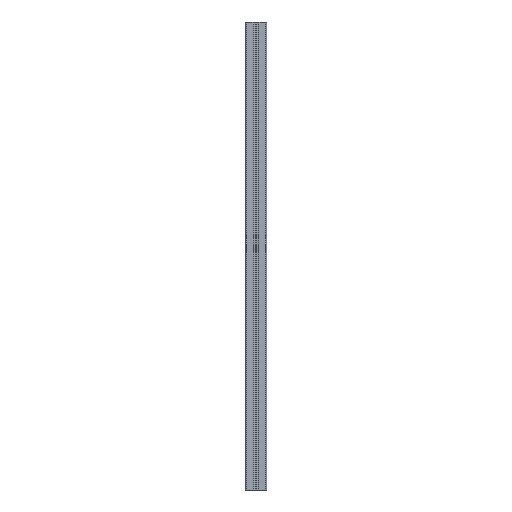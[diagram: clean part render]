
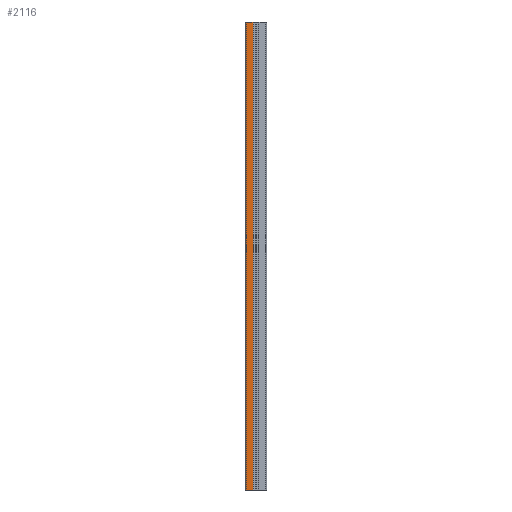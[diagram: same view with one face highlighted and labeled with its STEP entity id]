
A CAD part, left-side view. The second image highlights one B-rep face of the part: STEP entity #2116.
In plain terms, the highlighted planar face has unit normal (-1, 0, 0).
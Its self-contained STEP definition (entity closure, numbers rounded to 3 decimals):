
#36 = CARTESIAN_POINT ( 'NONE',  ( -22.5, 20.5, -1000. ) ) ;
#66 = ORIENTED_EDGE ( 'NONE', *, *, #3093, .F. ) ;
#76 = DIRECTION ( 'NONE',  ( -1., 0., 0. ) ) ;
#325 = LINE ( 'NONE', #1755, #3381 ) ;
#411 = CARTESIAN_POINT ( 'NONE',  ( -22.5, 6.325, -1000. ) ) ;
#923 = FACE_OUTER_BOUND ( 'NONE', #3721, .T. ) ;
#1431 = DIRECTION ( 'NONE',  ( 0., 0., -1. ) ) ;
#1585 = CARTESIAN_POINT ( 'NONE',  ( -22.5, 20.5, 0. ) ) ;
#1755 = CARTESIAN_POINT ( 'NONE',  ( -22.5, 22.5, -1000. ) ) ;
#1800 = LINE ( 'NONE', #2281, #4625 ) ;
#2038 = CARTESIAN_POINT ( 'NONE',  ( -22.5, 22.5, -1000. ) ) ;
#2116 = ADVANCED_FACE ( 'NONE', ( #923 ), #4090, .T. ) ;
#2144 = VERTEX_POINT ( 'NONE', #4504 ) ;
#2281 = CARTESIAN_POINT ( 'NONE',  ( -22.5, 6.325, -1000. ) ) ;
#2317 = EDGE_CURVE ( 'NONE', #2524, #4491, #4883, .T. ) ;
#2323 = LINE ( 'NONE', #36, #3936 ) ;
#2424 = AXIS2_PLACEMENT_3D ( 'NONE', #2038, #76, #2881 ) ;
#2524 = VERTEX_POINT ( 'NONE', #4786 ) ;
#2543 = EDGE_CURVE ( 'NONE', #4491, #2144, #2323, .T. ) ;
#2881 = DIRECTION ( 'NONE',  ( 0., 0., 1. ) ) ;
#2951 = VECTOR ( 'NONE', #4693, 1000. ) ;
#3051 = ORIENTED_EDGE ( 'NONE', *, *, #2543, .T. ) ;
#3093 = EDGE_CURVE ( 'NONE', #2524, #4158, #1800, .T. ) ;
#3246 = DIRECTION ( 'NONE',  ( 0., 0., -1. ) ) ;
#3309 = DIRECTION ( 'NONE',  ( 0., 1., 0. ) ) ;
#3381 = VECTOR ( 'NONE', #3309, 1000. ) ;
#3721 = EDGE_LOOP ( 'NONE', ( #3954, #3051, #4392, #66 ) ) ;
#3936 = VECTOR ( 'NONE', #3246, 1000. ) ;
#3954 = ORIENTED_EDGE ( 'NONE', *, *, #2317, .T. ) ;
#4090 = PLANE ( 'NONE',  #2424 ) ;
#4158 = VERTEX_POINT ( 'NONE', #411 ) ;
#4392 = ORIENTED_EDGE ( 'NONE', *, *, #4682, .F. ) ;
#4491 = VERTEX_POINT ( 'NONE', #1585 ) ;
#4504 = CARTESIAN_POINT ( 'NONE',  ( -22.5, 20.5, -1000. ) ) ;
#4625 = VECTOR ( 'NONE', #1431, 1000. ) ;
#4682 = EDGE_CURVE ( 'NONE', #4158, #2144, #325, .T. ) ;
#4693 = DIRECTION ( 'NONE',  ( 0., 1., 0. ) ) ;
#4786 = CARTESIAN_POINT ( 'NONE',  ( -22.5, 6.325, 0. ) ) ;
#4883 = LINE ( 'NONE', #5121, #2951 ) ;
#5121 = CARTESIAN_POINT ( 'NONE',  ( -22.5, 22.5, 0. ) ) ;
